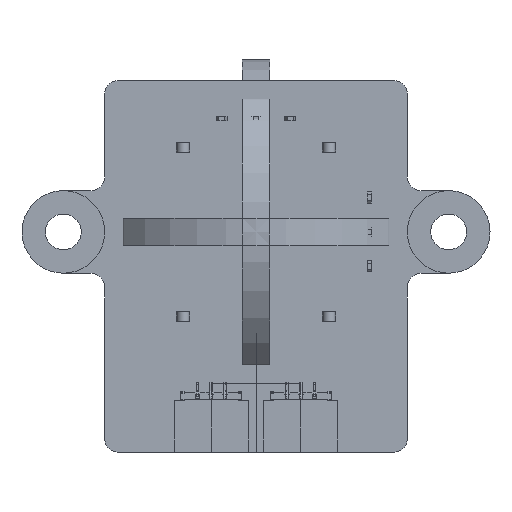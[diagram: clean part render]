
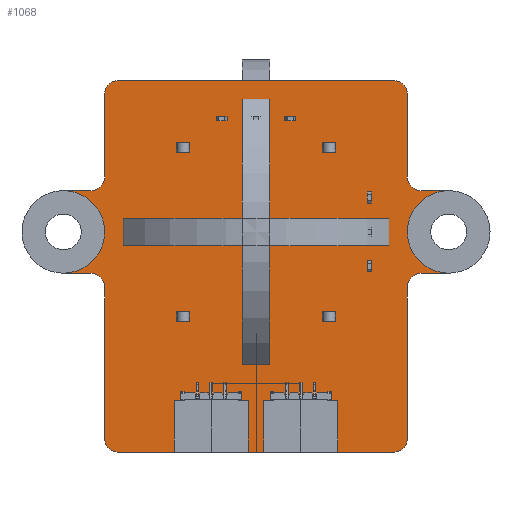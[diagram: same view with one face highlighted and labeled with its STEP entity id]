
A CAD part, front view. The second image highlights one B-rep face of the part: STEP entity #1068.
In plain terms, the highlighted planar face has unit normal (0, -1, 0).
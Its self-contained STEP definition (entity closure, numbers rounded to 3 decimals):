
#365=CARTESIAN_POINT('',(12.,-1.6,-4.));
#366=DIRECTION('',(0.,1.,0.));
#367=DIRECTION('',(-1.,0.,0.));
#368=AXIS2_PLACEMENT_3D('',#365,#366,#367);
#387=DIRECTION('',(0.,0.,1.));
#388=VECTOR('',#387,11.);
#389=CARTESIAN_POINT('',(11.,-1.6,-15.));
#390=LINE('',#389,#388);
#399=CARTESIAN_POINT('',(-14.,-1.6,0.));
#400=DIRECTION('',(0.,1.,0.));
#401=DIRECTION('',(1.,0.,0.));
#402=AXIS2_PLACEMENT_3D('',#399,#400,#401);
#404=CARTESIAN_POINT('',(-14.,-1.6,0.));
#405=DIRECTION('',(0.,1.,0.));
#406=DIRECTION('',(0.,0.,1.));
#407=AXIS2_PLACEMENT_3D('',#404,#405,#406);
#409=DIRECTION('',(1.,0.,0.));
#410=VECTOR('',#409,2.);
#411=CARTESIAN_POINT('',(-14.,-1.6,3.));
#412=LINE('',#411,#410);
#413=DIRECTION('',(0.,0.,1.));
#414=VECTOR('',#413,6.);
#415=CARTESIAN_POINT('',(-11.,-1.6,4.));
#416=LINE('',#415,#414);
#417=CARTESIAN_POINT('',(-10.,-1.6,10.));
#418=DIRECTION('',(0.,-1.,0.));
#419=DIRECTION('',(0.,0.,1.));
#420=AXIS2_PLACEMENT_3D('',#417,#418,#419);
#422=DIRECTION('',(1.,0.,0.));
#423=VECTOR('',#422,20.);
#424=CARTESIAN_POINT('',(-10.,-1.6,11.));
#425=LINE('',#424,#423);
#426=CARTESIAN_POINT('',(10.,-1.6,10.));
#427=DIRECTION('',(0.,-1.,0.));
#428=DIRECTION('',(1.,0.,0.));
#429=AXIS2_PLACEMENT_3D('',#426,#427,#428);
#431=DIRECTION('',(0.,0.,-1.));
#432=VECTOR('',#431,6.);
#433=CARTESIAN_POINT('',(11.,-1.6,10.));
#434=LINE('',#433,#432);
#435=DIRECTION('',(1.,0.,0.));
#436=VECTOR('',#435,2.);
#437=CARTESIAN_POINT('',(12.,-1.6,3.));
#438=LINE('',#437,#436);
#439=CARTESIAN_POINT('',(14.,-1.6,0.));
#440=DIRECTION('',(0.,1.,0.));
#441=DIRECTION('',(-1.,0.,0.));
#442=AXIS2_PLACEMENT_3D('',#439,#440,#441);
#444=CARTESIAN_POINT('',(14.,-1.6,0.));
#445=DIRECTION('',(0.,1.,0.));
#446=DIRECTION('',(0.,0.,-1.));
#447=AXIS2_PLACEMENT_3D('',#444,#445,#446);
#449=DIRECTION('',(-1.,0.,0.));
#450=VECTOR('',#449,2.);
#451=CARTESIAN_POINT('',(14.,-1.6,-3.));
#452=LINE('',#451,#450);
#453=CARTESIAN_POINT('',(10.,-1.6,-15.));
#454=DIRECTION('',(0.,-1.,0.));
#455=DIRECTION('',(0.,0.,-1.));
#456=AXIS2_PLACEMENT_3D('',#453,#454,#455);
#458=CARTESIAN_POINT('',(-10.,-1.6,-15.));
#459=DIRECTION('',(0.,-1.,0.));
#460=DIRECTION('',(-1.,0.,0.));
#461=AXIS2_PLACEMENT_3D('',#458,#459,#460);
#463=DIRECTION('',(-1.,0.,0.));
#464=VECTOR('',#463,2.);
#465=CARTESIAN_POINT('',(-12.,-1.6,-3.));
#466=LINE('',#465,#464);
#475=CARTESIAN_POINT('',(-12.,-1.6,4.));
#476=DIRECTION('',(0.,1.,0.));
#477=DIRECTION('',(1.,0.,0.));
#478=AXIS2_PLACEMENT_3D('',#475,#476,#477);
#505=DIRECTION('',(0.,0.,-1.));
#506=VECTOR('',#505,11.);
#507=CARTESIAN_POINT('',(-11.,-1.6,-4.));
#508=LINE('',#507,#506);
#521=DIRECTION('',(1.,0.,0.));
#522=VECTOR('',#521,20.);
#523=CARTESIAN_POINT('',(-10.,-1.6,-16.));
#524=LINE('',#523,#522);
#534=CARTESIAN_POINT('',(-12.,-1.6,-4.));
#535=DIRECTION('',(0.,1.,0.));
#536=DIRECTION('',(0.,0.,1.));
#537=AXIS2_PLACEMENT_3D('',#534,#535,#536);
#548=CARTESIAN_POINT('',(12.,-1.6,4.));
#549=DIRECTION('',(0.,1.,0.));
#550=DIRECTION('',(0.,0.,-1.));
#551=AXIS2_PLACEMENT_3D('',#548,#549,#550);
#566=CARTESIAN_POINT('',(-11.,-1.6,-4.));
#568=VERTEX_POINT('',#566);
#570=CARTESIAN_POINT('',(-12.,-1.6,-3.));
#572=VERTEX_POINT('',#570);
#573=CARTESIAN_POINT('',(-11.,-1.6,4.));
#575=VERTEX_POINT('',#573);
#577=CARTESIAN_POINT('',(-12.,-1.6,3.));
#579=VERTEX_POINT('',#577);
#582=CARTESIAN_POINT('',(11.,-1.6,4.));
#584=VERTEX_POINT('',#582);
#586=CARTESIAN_POINT('',(12.,-1.6,3.));
#588=VERTEX_POINT('',#586);
#589=CARTESIAN_POINT('',(11.,-1.6,-4.));
#591=VERTEX_POINT('',#589);
#593=CARTESIAN_POINT('',(12.,-1.6,-3.));
#595=VERTEX_POINT('',#593);
#597=CARTESIAN_POINT('',(-10.,-1.6,11.));
#598=CARTESIAN_POINT('',(-11.,-1.6,10.));
#599=VERTEX_POINT('',#597);
#600=VERTEX_POINT('',#598);
#605=CARTESIAN_POINT('',(11.,-1.6,10.));
#606=CARTESIAN_POINT('',(10.,-1.6,11.));
#607=VERTEX_POINT('',#605);
#608=VERTEX_POINT('',#606);
#613=CARTESIAN_POINT('',(-11.,-1.6,-15.));
#614=CARTESIAN_POINT('',(-10.,-1.6,-16.));
#615=VERTEX_POINT('',#613);
#616=VERTEX_POINT('',#614);
#621=CARTESIAN_POINT('',(10.,-1.6,-16.));
#622=CARTESIAN_POINT('',(11.,-1.6,-15.));
#623=VERTEX_POINT('',#621);
#624=VERTEX_POINT('',#622);
#677=CARTESIAN_POINT('',(-11.,-1.6,0.));
#678=CARTESIAN_POINT('',(-14.,-1.6,-3.));
#679=VERTEX_POINT('',#677);
#680=VERTEX_POINT('',#678);
#682=CARTESIAN_POINT('',(-14.,-1.6,3.));
#684=VERTEX_POINT('',#682);
#685=CARTESIAN_POINT('',(14.,-1.6,-3.));
#686=CARTESIAN_POINT('',(11.,-1.6,0.));
#687=VERTEX_POINT('',#685);
#688=VERTEX_POINT('',#686);
#689=CARTESIAN_POINT('',(14.,-1.6,3.));
#690=VERTEX_POINT('',#689);
#1025=CARTESIAN_POINT('',(0.,-1.6,0.));
#1026=DIRECTION('',(0.,1.,0.));
#1027=DIRECTION('',(1.,0.,0.));
#1028=AXIS2_PLACEMENT_3D('',#1025,#1026,#1027);
#1029=PLANE('',#1028);
#1030=ORIENTED_EDGE('',*,*,#758,.F.);
#1031=ORIENTED_EDGE('',*,*,#796,.F.);
#1033=ORIENTED_EDGE('',*,*,#1032,.T.);
#1035=ORIENTED_EDGE('',*,*,#1034,.F.);
#1037=ORIENTED_EDGE('',*,*,#1036,.T.);
#1039=ORIENTED_EDGE('',*,*,#1038,.F.);
#1041=ORIENTED_EDGE('',*,*,#1040,.T.);
#1042=ORIENTED_EDGE('',*,*,#1016,.F.);
#1043=ORIENTED_EDGE('',*,*,#992,.T.);
#1045=ORIENTED_EDGE('',*,*,#1044,.F.);
#1047=ORIENTED_EDGE('',*,*,#1046,.T.);
#1049=ORIENTED_EDGE('',*,*,#1048,.F.);
#1050=ORIENTED_EDGE('',*,*,#932,.F.);
#1051=ORIENTED_EDGE('',*,*,#963,.T.);
#1052=ORIENTED_EDGE('',*,*,#975,.F.);
#1053=ORIENTED_EDGE('',*,*,#1004,.F.);
#1055=ORIENTED_EDGE('',*,*,#1054,.F.);
#1057=ORIENTED_EDGE('',*,*,#1056,.F.);
#1059=ORIENTED_EDGE('',*,*,#1058,.F.);
#1061=ORIENTED_EDGE('',*,*,#1060,.F.);
#1063=ORIENTED_EDGE('',*,*,#1062,.F.);
#1065=ORIENTED_EDGE('',*,*,#1064,.T.);
#1066=EDGE_LOOP('',(#1030,#1031,#1033,#1035,#1037,#1039,#1041,#1042,#1043,#1045,
#1047,#1049,#1050,#1051,#1052,#1053,#1055,#1057,#1059,#1061,#1063,#1065));
#1067=FACE_OUTER_BOUND('',#1066,.F.);
#1068=ADVANCED_FACE('',(#1067),#1029,.F.);
#369=CIRCLE('',#368,1.);
#403=CIRCLE('',#402,3.);
#408=CIRCLE('',#407,3.);
#421=CIRCLE('',#420,1.);
#430=CIRCLE('',#429,1.);
#443=CIRCLE('',#442,3.);
#448=CIRCLE('',#447,3.);
#457=CIRCLE('',#456,1.);
#462=CIRCLE('',#461,1.);
#479=CIRCLE('',#478,1.);
#538=CIRCLE('',#537,1.);
#552=CIRCLE('',#551,1.);
#758=EDGE_CURVE('',#679,#680,#403,.T.);
#796=EDGE_CURVE('',#684,#679,#408,.T.);
#932=EDGE_CURVE('',#687,#688,#448,.T.);
#963=EDGE_CURVE('',#687,#595,#452,.T.);
#975=EDGE_CURVE('',#591,#595,#369,.T.);
#992=EDGE_CURVE('',#607,#584,#434,.T.);
#1004=EDGE_CURVE('',#624,#591,#390,.T.);
#1016=EDGE_CURVE('',#607,#608,#430,.T.);
#1032=EDGE_CURVE('',#684,#579,#412,.T.);
#1034=EDGE_CURVE('',#575,#579,#479,.T.);
#1036=EDGE_CURVE('',#575,#600,#416,.T.);
#1038=EDGE_CURVE('',#599,#600,#421,.T.);
#1040=EDGE_CURVE('',#599,#608,#425,.T.);
#1044=EDGE_CURVE('',#588,#584,#552,.T.);
#1046=EDGE_CURVE('',#588,#690,#438,.T.);
#1048=EDGE_CURVE('',#688,#690,#443,.T.);
#1054=EDGE_CURVE('',#623,#624,#457,.T.);
#1056=EDGE_CURVE('',#616,#623,#524,.T.);
#1058=EDGE_CURVE('',#615,#616,#462,.T.);
#1060=EDGE_CURVE('',#568,#615,#508,.T.);
#1062=EDGE_CURVE('',#572,#568,#538,.T.);
#1064=EDGE_CURVE('',#572,#680,#466,.T.);
